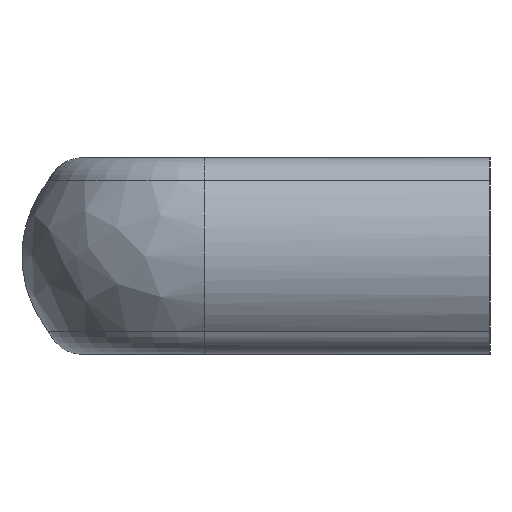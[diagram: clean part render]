
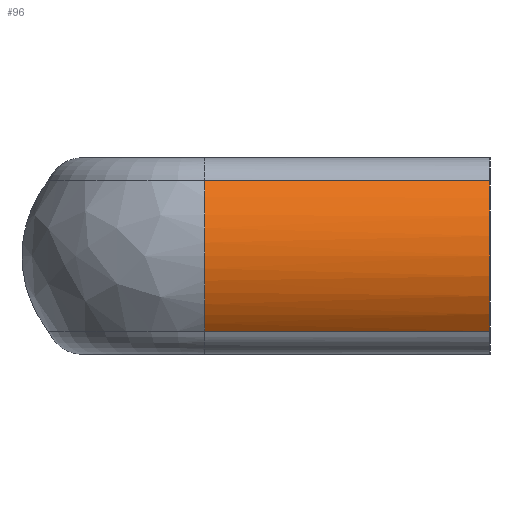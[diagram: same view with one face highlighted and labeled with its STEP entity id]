
A CAD part, left-side view. The second image highlights one B-rep face of the part: STEP entity #96.
In plain terms, the highlighted cylindrical face has radius 12.911 mm (diameter 25.822 mm), a partial arc.
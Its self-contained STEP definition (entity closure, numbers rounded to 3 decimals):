
#96 = ADVANCED_FACE( '', ( #197 ), #198, .T. );
#197 = FACE_OUTER_BOUND( '', #340, .T. );
#198 = CYLINDRICAL_SURFACE( '', #341, 12.911 );
#340 = EDGE_LOOP( '', ( #525, #526, #527, #528 ) );
#341 = AXIS2_PLACEMENT_3D( '', #529, #530, #531 );
#525 = ORIENTED_EDGE( '', *, *, #634, .T. );
#526 = ORIENTED_EDGE( '', *, *, #596, .F. );
#527 = ORIENTED_EDGE( '', *, *, #570, .F. );
#528 = ORIENTED_EDGE( '', *, *, #616, .T. );
#529 = CARTESIAN_POINT( '', ( 12.912, 0., 0. ) );
#530 = DIRECTION( '', ( 0., -1., 0. ) );
#531 = DIRECTION( '', ( 0., 0., 1. ) );
#570 = EDGE_CURVE( '', #651, #652, #653, .T. );
#596 = EDGE_CURVE( '', #652, #692, #695, .T. );
#616 = EDGE_CURVE( '', #651, #721, #723, .T. );
#634 = EDGE_CURVE( '', #721, #692, #743, .T. );
#651 = VERTEX_POINT( '', #759 );
#652 = VERTEX_POINT( '', #760 );
#653 = CIRCLE( '', #761, 12.911 );
#692 = VERTEX_POINT( '', #837 );
#695 = LINE( '', #858, #859 );
#721 = VERTEX_POINT( '', #950 );
#723 = LINE( '', #969, #970 );
#743 = B_SPLINE_CURVE_WITH_KNOTS( '', 3, ( #1026, #1027, #1028, #1029, #1030, #1031, #1032, #1033, #1034, #1035 ), .UNSPECIFIED., .F., .F., ( 4, 2, 2, 2, 4 ), ( 0., 0.25, 0.5, 0.75, 1. ), .UNSPECIFIED. );
#759 = CARTESIAN_POINT( '', ( 2.808, 0., 8.037 ) );
#760 = CARTESIAN_POINT( '', ( 2.808, 0., -8.037 ) );
#761 = AXIS2_PLACEMENT_3D( '', #1087, #1088, #1089 );
#837 = CARTESIAN_POINT( '', ( 2.808, 30.5, -8.038 ) );
#858 = CARTESIAN_POINT( '', ( 2.808, 0., -8.037 ) );
#859 = VECTOR( '', #1129, 1000. );
#950 = CARTESIAN_POINT( '', ( 2.808, 30.5, 8.037 ) );
#969 = CARTESIAN_POINT( '', ( 2.808, 0., 8.037 ) );
#970 = VECTOR( '', #1144, 1000. );
#1026 = CARTESIAN_POINT( '', ( 2.808, 30.5, 8.037 ) );
#1027 = CARTESIAN_POINT( '', ( 1.907, 30.5, 6.905 ) );
#1028 = CARTESIAN_POINT( '', ( 1.199, 30.5, 5.622 ) );
#1029 = CARTESIAN_POINT( '', ( 0.246, 30.5, 2.891 ) );
#1030 = CARTESIAN_POINT( '', ( 0.001, 30.5, 1.446 ) );
#1031 = CARTESIAN_POINT( '', ( 0.001, 30.5, -1.446 ) );
#1032 = CARTESIAN_POINT( '', ( 0.246, 30.5, -2.891 ) );
#1033 = CARTESIAN_POINT( '', ( 1.199, 30.5, -5.622 ) );
#1034 = CARTESIAN_POINT( '', ( 1.907, 30.5, -6.905 ) );
#1035 = CARTESIAN_POINT( '', ( 2.808, 30.5, -8.037 ) );
#1087 = CARTESIAN_POINT( '', ( 12.912, 0., 0. ) );
#1088 = DIRECTION( '', ( 0., -1., 0. ) );
#1089 = DIRECTION( '', ( 0., 0., 1. ) );
#1129 = DIRECTION( '', ( 0., 1., 0. ) );
#1144 = DIRECTION( '', ( 0., 1., 0. ) );
